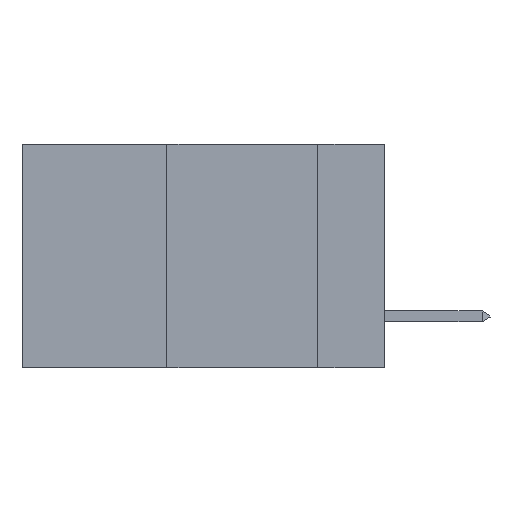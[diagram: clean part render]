
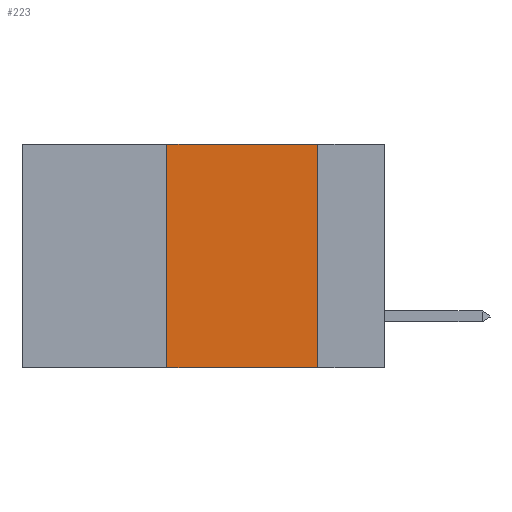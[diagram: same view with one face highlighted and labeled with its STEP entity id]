
A CAD part, left-side view. The second image highlights one B-rep face of the part: STEP entity #223.
In plain terms, the highlighted planar face has unit normal (-1, 0, 0).
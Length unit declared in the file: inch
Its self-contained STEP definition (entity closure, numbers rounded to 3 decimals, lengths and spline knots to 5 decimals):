
#223 = ADVANCED_FACE ( 'NONE', ( #1232 ), #7585, .F. ) ;
#567 = DIRECTION ( 'NONE',  ( 1., 0., 0. ) ) ;
#901 = DIRECTION ( 'NONE',  ( 0., -1., 0. ) ) ;
#908 = VECTOR ( 'NONE', #5431, 39.37008 ) ;
#991 = ORIENTED_EDGE ( 'NONE', *, *, #7289, .F. ) ;
#1232 = FACE_OUTER_BOUND ( 'NONE', #2782, .T. ) ;
#1266 = EDGE_CURVE ( 'NONE', #2193, #8203, #3527, .T. ) ;
#1409 = ORIENTED_EDGE ( 'NONE', *, *, #1266, .T. ) ;
#1567 = AXIS2_PLACEMENT_3D ( 'NONE', #3380, #567, #5444 ) ;
#2075 = DIRECTION ( 'NONE',  ( 0., 0., -1. ) ) ;
#2193 = VERTEX_POINT ( 'NONE', #5433 ) ;
#2196 = CARTESIAN_POINT ( 'NONE',  ( 0., 0.11, 0. ) ) ;
#2381 = VECTOR ( 'NONE', #901, 39.37008 ) ;
#2782 = EDGE_LOOP ( 'NONE', ( #991, #3632, #8238, #1409 ) ) ;
#3023 = CARTESIAN_POINT ( 'NONE',  ( 0., 0.6, -0.37 ) ) ;
#3145 = VECTOR ( 'NONE', #2075, 39.37008 ) ;
#3380 = CARTESIAN_POINT ( 'NONE',  ( 0., 0.6, 0. ) ) ;
#3527 = LINE ( 'NONE', #3023, #7225 ) ;
#3632 = ORIENTED_EDGE ( 'NONE', *, *, #7140, .F. ) ;
#3956 = EDGE_CURVE ( 'NONE', #2193, #8237, #6993, .T. ) ;
#4137 = CARTESIAN_POINT ( 'NONE',  ( 0., 0.36, 0. ) ) ;
#5074 = CARTESIAN_POINT ( 'NONE',  ( 0., 0.6, 0. ) ) ;
#5431 = DIRECTION ( 'NONE',  ( 0., 0., 1. ) ) ;
#5433 = CARTESIAN_POINT ( 'NONE',  ( 0., 0.36, -0.37 ) ) ;
#5444 = DIRECTION ( 'NONE',  ( 0., 0., -1. ) ) ;
#5819 = CARTESIAN_POINT ( 'NONE',  ( 0., 0.11, -0.37 ) ) ;
#6818 = LINE ( 'NONE', #5074, #2381 ) ;
#6993 = LINE ( 'NONE', #8189, #908 ) ;
#7140 = EDGE_CURVE ( 'NONE', #8237, #8433, #6818, .T. ) ;
#7225 = VECTOR ( 'NONE', #8549, 39.37008 ) ;
#7289 = EDGE_CURVE ( 'NONE', #8433, #8203, #8677, .T. ) ;
#7540 = CARTESIAN_POINT ( 'NONE',  ( 0., 0.11, 0. ) ) ;
#7585 = PLANE ( 'NONE',  #1567 ) ;
#8189 = CARTESIAN_POINT ( 'NONE',  ( 0., 0.36, 0. ) ) ;
#8203 = VERTEX_POINT ( 'NONE', #5819 ) ;
#8237 = VERTEX_POINT ( 'NONE', #4137 ) ;
#8238 = ORIENTED_EDGE ( 'NONE', *, *, #3956, .F. ) ;
#8433 = VERTEX_POINT ( 'NONE', #2196 ) ;
#8549 = DIRECTION ( 'NONE',  ( 0., -1., 0. ) ) ;
#8677 = LINE ( 'NONE', #7540, #3145 ) ;
